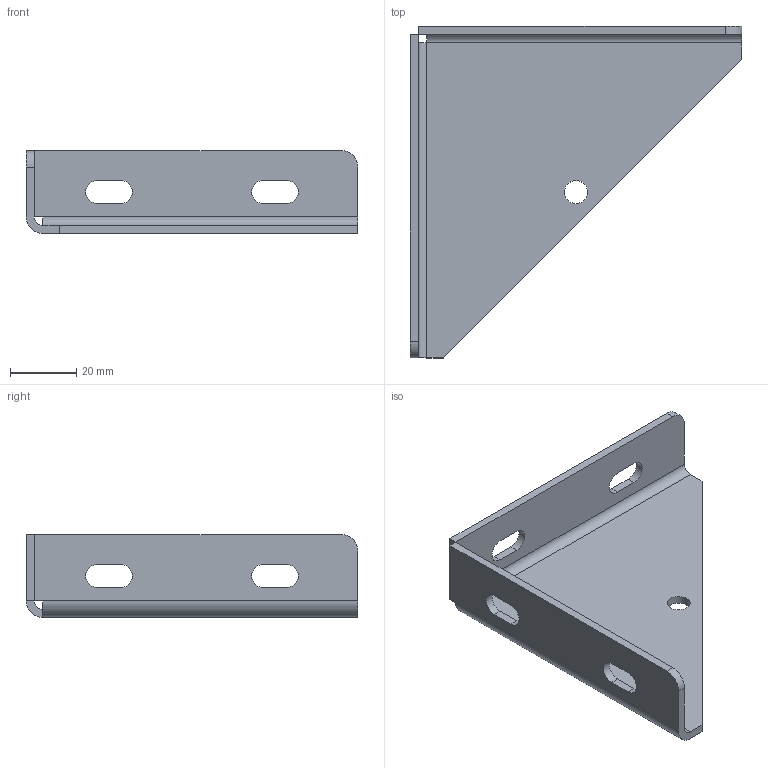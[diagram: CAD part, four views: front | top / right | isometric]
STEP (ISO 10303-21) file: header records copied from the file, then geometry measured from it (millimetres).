
FILE_DESCRIPTION(('Creo Elements/Direct Modeling STEP Export'),'2;1');
FILE_NAME('33.0195.3_Eckwinkel-MMS-33_100x100-ohne-Arretierung-chem-vernickelt.stp','2022-03-18T13:57:42',(''),(''),'PTC Creo Elements/Direct Modeling STEP processor for AP214 (Solid Model)','PTC Creo Elements/Direct Modeling 19.0C 15-Aug-2015 (C) Parametric Technology GmbH','');
FILE_SCHEMA(('AUTOMOTIVE_DESIGN { 1 0 10303 214 1 1 1 1 }'));
Length unit declared in the file: millimetre
Products named in the file (1): Eckwinkel-MMS-33_100x100-ohne-Arretierung-chem-vernickelt_33.0195.3_PX1
76106
Bounding box: 100 x 100 x 25 mm (x, y, z)
Volume: 23965.8 mm3; surface area: 20678.5 mm2
Topology: 1 solids, 1 shells, 41 faces, 109 edges, 70 vertices
Faces by surface type: plane 25, cylinder 16
Entity records: 1295 total; most frequent: DIRECTION 219, ORIENTED_EDGE 218, CARTESIAN_POINT 217, EDGE_CURVE 109, VECTOR 75, LINE 75, AXIS2_PLACEMENT_3D 72, VERTEX_POINT 70
